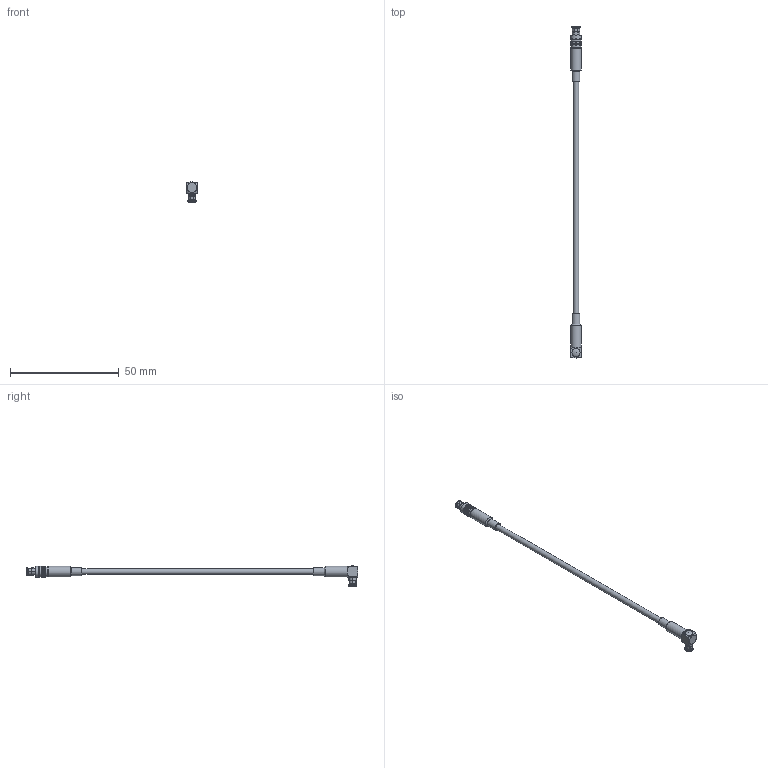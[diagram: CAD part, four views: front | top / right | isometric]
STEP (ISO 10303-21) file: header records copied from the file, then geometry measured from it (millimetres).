
FILE_DESCRIPTION(/* description */ ('Unknown'),/* implementation_level */ '2;1');
FILE_NAME(/* name */ '65506606515305',/* time_stamp */ '2019-04-30T15:23:13+02:00',/* author */ ('Unknown'),/* organization */ ('Unknown'),/* preprocessor_version */ 'ST-DEVELOPER v16.7',/* originating_system */ 'DEX',/* authorisation */ $);
FILE_SCHEMA (('AUTOMOTIVE_DESIGN {1 0 10303 214 3 1 1}'));
Length unit declared in the file: millimetre
Products named in the file (1): 65506606515305
Bounding box: 5 x 152.4 x 9.4 mm (x, y, z)
Volume: 1319.6 mm3; surface area: 1840.7 mm2
Topology: 1 solids, 1 shells, 211 faces, 541 edges, 351 vertices
Faces by surface type: cylinder 77, plane 73, cone 58, torus 3
Full cylindrical faces by diameter (mm): 0.5 x2, 0.87 x1, 0.96 x2, 2.04 x2, 2.5 x2, 2.6 x1, 3.4 x2, 3.6 x2, 3.7 x1, 4.6 x4, 4.8 x2, 5 x4
Entity records: 7726 total; most frequent: CARTESIAN_POINT 1363, DIRECTION 1014, ORIENTED_EDGE 974, EDGE_CURVE 487, AXIS2_PLACEMENT_3D 419, VERTEX_POINT 336, FACE_BOUND 269, EDGE_LOOP 268
